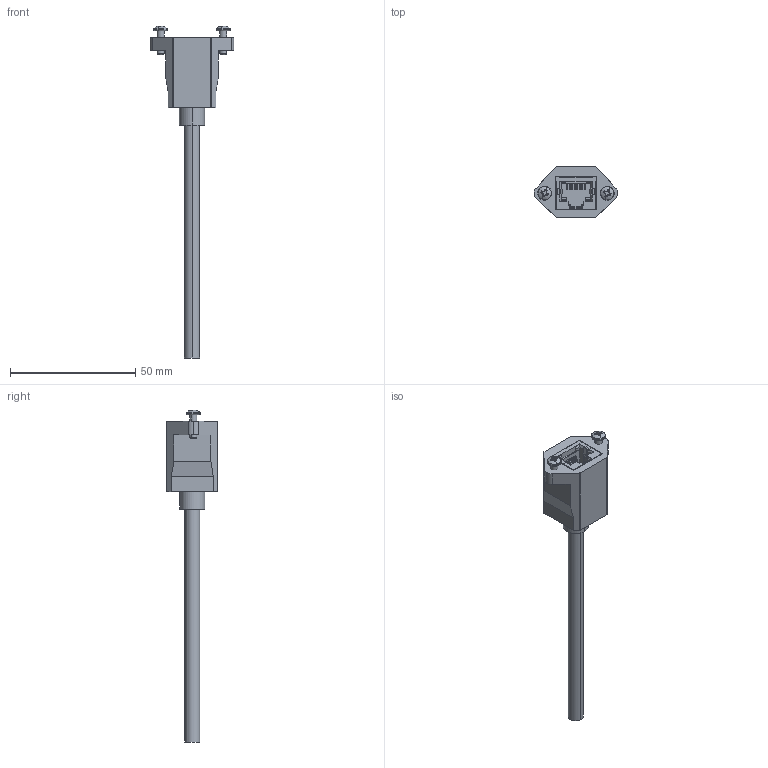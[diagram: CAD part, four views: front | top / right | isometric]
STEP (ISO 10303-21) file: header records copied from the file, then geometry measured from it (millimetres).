
FILE_DESCRIPTION (( 'STEP AP214' ), '1' );
FILE_NAME ('909.STEP', '2018-03-23T16:36:18', ( '' ), ( '' ), 'SwSTEP 2.0', 'SolidWorks 2016', '' );
FILE_SCHEMA (( 'AUTOMOTIVE_DESIGN' ));
Length unit declared in the file: millimetre
Products named in the file (1): 909
Bounding box: 33.5 x 20.5 x 132.56 mm (x, y, z)
Volume: 13697.8 mm3; surface area: 9340.3 mm2
Topology: 5 solids, 5 shells, 428 faces, 1180 edges, 772 vertices
Faces by surface type: plane 299, cylinder 93, cone 16, bspline 8, torus 8, sphere 4
Entity records: 14613 total; most frequent: CARTESIAN_POINT 2835, ORIENTED_EDGE 2360, DIRECTION 2178, EDGE_CURVE 1180, VECTOR 876, LINE 876, VERTEX_POINT 772, AXIS2_PLACEMENT_3D 651
